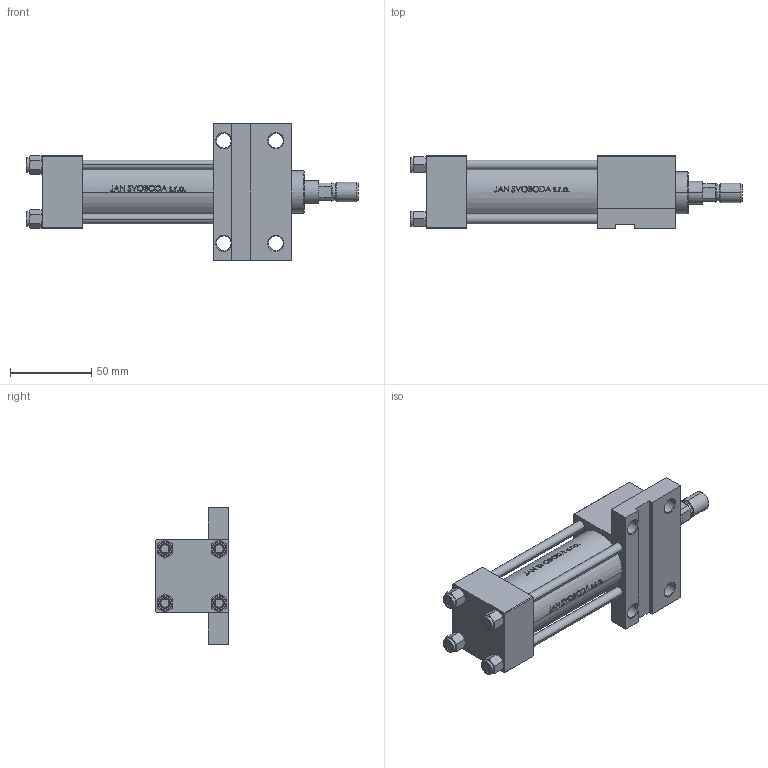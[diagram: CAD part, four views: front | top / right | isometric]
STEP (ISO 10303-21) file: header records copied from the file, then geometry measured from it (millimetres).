
FILE_DESCRIPTION (( 'STEP AP203' ), '1' );
FILE_NAME ('28bd.STEP', '2023-08-22T19:27:13', ( '' ), ( '' ), 'SwSTEP 2.0', 'SolidWorks 2019', '' );
FILE_SCHEMA (( 'CONFIG_CONTROL_DESIGN' ));
Length unit declared in the file: millimetre
Products named in the file (7): V215_VC_A e38f1d5bc77ea4e9dcca81ee94c16ee2; ROD_END_AH e38f1d5bc77ea4e9dcca81ee94c16ee2; V215CR_F_TYCINKA e38f1d5bc77ea4e9dcca81ee94c16ee2; V215CR_VCP_F e38f1d5bc77ea4e9dcca81ee94c16ee2; NUT_M5_F e38f1d5bc77ea4e9dcca81ee94c16ee2; V215CR_F_Body e38f1d5bc77ea4e9dcca81ee94c16ee2; 28bd
Assembly tree (12 placements, depth 2):
  28bd
    V215CR_F_Body e38f1d5bc77ea4e9dcca81ee94c16ee2
    V215CR_VCP_F e38f1d5bc77ea4e9dcca81ee94c16ee2
    V215CR_F_TYCINKA e38f1d5bc77ea4e9dcca81ee94c16ee2  x4
    NUT_M5_F e38f1d5bc77ea4e9dcca81ee94c16ee2  x4
    V215_VC_A e38f1d5bc77ea4e9dcca81ee94c16ee2
    ROD_END_AH e38f1d5bc77ea4e9dcca81ee94c16ee2
Bounding box: 204 x 45 x 84 mm (x, y, z)
Volume: 231550.3 mm3; surface area: 83742.4 mm2
Topology: 12 solids, 12 shells, 1116 faces, 2757 edges, 1779 vertices
Faces by surface type: plane 440, bspline 380, cone 156, cylinder 130, torus 10
Entity records: 48094 total; most frequent: CARTESIAN_POINT 25986, ORIENTED_EDGE 5006, DIRECTION 3177, EDGE_CURVE 2503, VERTEX_POINT 1635, LINE 1289, VECTOR 1289, EDGE_LOOP 1130
